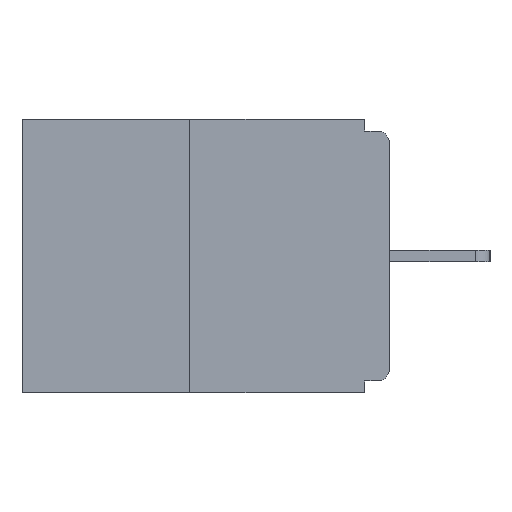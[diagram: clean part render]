
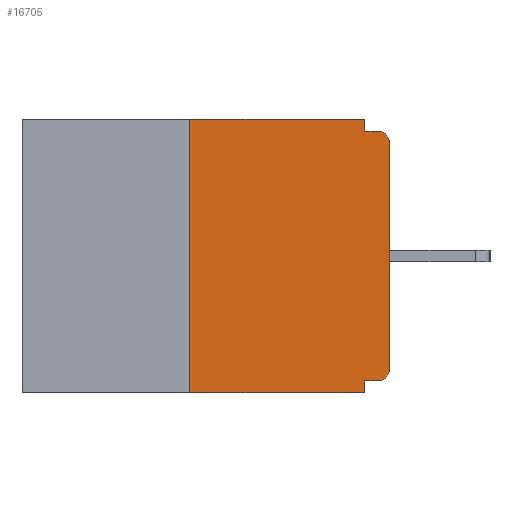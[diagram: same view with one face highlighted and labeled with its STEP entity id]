
A CAD part, left-side view. The second image highlights one B-rep face of the part: STEP entity #16705.
In plain terms, the highlighted planar face has unit normal (-1, 0, 0).
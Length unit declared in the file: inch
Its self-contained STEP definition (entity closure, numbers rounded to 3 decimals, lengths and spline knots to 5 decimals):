
#413 = CARTESIAN_POINT ( 'NONE',  ( 0., 0., -0.03 ) ) ;
#595 = EDGE_CURVE ( 'NONE', #21922, #14725, #6310, .T. ) ;
#856 = CARTESIAN_POINT ( 'NONE',  ( 0., 0., -0.015 ) ) ;
#1482 = CARTESIAN_POINT ( 'NONE',  ( 0., 0., 0. ) ) ;
#1681 = EDGE_CURVE ( 'NONE', #15166, #21113, #24235, .T. ) ;
#1761 = CARTESIAN_POINT ( 'NONE',  ( 0., 0.031, -0.328 ) ) ;
#1809 = DIRECTION ( 'NONE',  ( 0., 0., -1. ) ) ;
#1985 = EDGE_CURVE ( 'NONE', #12687, #14725, #5125, .T. ) ;
#2332 = EDGE_CURVE ( 'NONE', #24241, #6972, #5692, .T. ) ;
#2623 = VERTEX_POINT ( 'NONE', #22174 ) ;
#3154 = EDGE_LOOP ( 'NONE', ( #6489, #6596, #6793, #6946, #7142, #7222, #7459, #7564, #7718, #7722 ) ) ;
#3303 = EDGE_CURVE ( 'NONE', #12687, #15166, #19283, .T. ) ;
#4681 = CARTESIAN_POINT ( 'NONE',  ( 0., 0.25, 0. ) ) ;
#5125 = LINE ( 'NONE', #11042, #10131 ) ;
#5232 = DIRECTION ( 'NONE',  ( 0., 0., 1. ) ) ;
#5555 = CARTESIAN_POINT ( 'NONE',  ( 0., 0., -0.313 ) ) ;
#5657 = LINE ( 'NONE', #11853, #10076 ) ;
#5692 = LINE ( 'NONE', #1482, #14998 ) ;
#5897 = CARTESIAN_POINT ( 'NONE',  ( 0., 0.031, 0. ) ) ;
#6310 = LINE ( 'NONE', #13373, #15029 ) ;
#6489 = ORIENTED_EDGE ( 'NONE', *, *, #1681, .F. ) ;
#6596 = ORIENTED_EDGE ( 'NONE', *, *, #3303, .F. ) ;
#6753 = DIRECTION ( 'NONE',  ( 0., 0., 1. ) ) ;
#6793 = ORIENTED_EDGE ( 'NONE', *, *, #1985, .T. ) ;
#6876 = CARTESIAN_POINT ( 'NONE',  ( 0., 0.25, -0.343 ) ) ;
#6946 = ORIENTED_EDGE ( 'NONE', *, *, #595, .F. ) ;
#6972 = VERTEX_POINT ( 'NONE', #413 ) ;
#7142 = ORIENTED_EDGE ( 'NONE', *, *, #21513, .F. ) ;
#7193 = DIRECTION ( 'NONE',  ( 0., 0., -1. ) ) ;
#7222 = ORIENTED_EDGE ( 'NONE', *, *, #14091, .T. ) ;
#7388 = VECTOR ( 'NONE', #23321, 39.37008 ) ;
#7459 = ORIENTED_EDGE ( 'NONE', *, *, #2332, .T. ) ;
#7564 = ORIENTED_EDGE ( 'NONE', *, *, #11629, .T. ) ;
#7608 = CARTESIAN_POINT ( 'NONE',  ( 0., 0.015, -0.03 ) ) ;
#7718 = ORIENTED_EDGE ( 'NONE', *, *, #16543, .F. ) ;
#7722 = ORIENTED_EDGE ( 'NONE', *, *, #23646, .F. ) ;
#7844 = DIRECTION ( 'NONE',  ( 0., 0., -1. ) ) ;
#7942 = CIRCLE ( 'NONE', #24282, 0.015 ) ;
#8093 = CARTESIAN_POINT ( 'NONE',  ( 0., 0.031, -0.015 ) ) ;
#9231 = CARTESIAN_POINT ( 'NONE',  ( 0., 0.46, 0. ) ) ;
#9476 = DIRECTION ( 'NONE',  ( 0., 0., -1. ) ) ;
#10076 = VECTOR ( 'NONE', #15536, 39.37008 ) ;
#10131 = VECTOR ( 'NONE', #16289, 39.37008 ) ;
#10318 = CARTESIAN_POINT ( 'NONE',  ( 0., 0.031, 0. ) ) ;
#10367 = CARTESIAN_POINT ( 'NONE',  ( 0., 0.015, -0.328 ) ) ;
#11042 = CARTESIAN_POINT ( 'NONE',  ( 0., 0.46, -0.343 ) ) ;
#11530 = DIRECTION ( 'NONE',  ( 0., -1., 0. ) ) ;
#11629 = EDGE_CURVE ( 'NONE', #6972, #2623, #7942, .T. ) ;
#11853 = CARTESIAN_POINT ( 'NONE',  ( 0., 0., -0.328 ) ) ;
#12687 = VERTEX_POINT ( 'NONE', #6876 ) ;
#13086 = DIRECTION ( 'NONE',  ( -1., 0., 0. ) ) ;
#13373 = CARTESIAN_POINT ( 'NONE',  ( 0., 0.031, -0.343 ) ) ;
#13469 = DIRECTION ( 'NONE',  ( 0., 0., -1. ) ) ;
#14091 = EDGE_CURVE ( 'NONE', #16518, #24241, #15549, .T. ) ;
#14567 = PLANE ( 'NONE',  #18534 ) ;
#14725 = VERTEX_POINT ( 'NONE', #21990 ) ;
#14912 = VECTOR ( 'NONE', #7844, 39.37008 ) ;
#14998 = VECTOR ( 'NONE', #5232, 39.37008 ) ;
#15029 = VECTOR ( 'NONE', #13469, 39.37008 ) ;
#15166 = VERTEX_POINT ( 'NONE', #4681 ) ;
#15242 = AXIS2_PLACEMENT_3D ( 'NONE', #24077, #13086, #1809 ) ;
#15475 = LINE ( 'NONE', #5897, #14912 ) ;
#15536 = DIRECTION ( 'NONE',  ( 0., 1., 0. ) ) ;
#15549 = CIRCLE ( 'NONE', #15242, 0.015 ) ;
#16182 = VECTOR ( 'NONE', #11530, 39.37008 ) ;
#16289 = DIRECTION ( 'NONE',  ( 0., -1., 0. ) ) ;
#16386 = CARTESIAN_POINT ( 'NONE',  ( 0., 0.46, 0. ) ) ;
#16518 = VERTEX_POINT ( 'NONE', #10367 ) ;
#16543 = EDGE_CURVE ( 'NONE', #20328, #2623, #17435, .T. ) ;
#16705 = ADVANCED_FACE ( 'NONE', ( #18636 ), #14567, .F. ) ;
#17435 = LINE ( 'NONE', #856, #7388 ) ;
#18262 = DIRECTION ( 'NONE',  ( 1., 0., 0. ) ) ;
#18534 = AXIS2_PLACEMENT_3D ( 'NONE', #16386, #18262, #7193 ) ;
#18636 = FACE_OUTER_BOUND ( 'NONE', #3154, .T. ) ;
#19283 = LINE ( 'NONE', #24294, #24146 ) ;
#20328 = VERTEX_POINT ( 'NONE', #8093 ) ;
#20548 = DIRECTION ( 'NONE',  ( -1., 0., 0. ) ) ;
#21113 = VERTEX_POINT ( 'NONE', #10318 ) ;
#21513 = EDGE_CURVE ( 'NONE', #16518, #21922, #5657, .T. ) ;
#21922 = VERTEX_POINT ( 'NONE', #1761 ) ;
#21990 = CARTESIAN_POINT ( 'NONE',  ( 0., 0.031, -0.343 ) ) ;
#22174 = CARTESIAN_POINT ( 'NONE',  ( 0., 0.015, -0.015 ) ) ;
#23321 = DIRECTION ( 'NONE',  ( 0., -1., 0. ) ) ;
#23646 = EDGE_CURVE ( 'NONE', #21113, #20328, #15475, .T. ) ;
#24077 = CARTESIAN_POINT ( 'NONE',  ( 0., 0.015, -0.313 ) ) ;
#24146 = VECTOR ( 'NONE', #6753, 39.37008 ) ;
#24235 = LINE ( 'NONE', #9231, #16182 ) ;
#24241 = VERTEX_POINT ( 'NONE', #5555 ) ;
#24282 = AXIS2_PLACEMENT_3D ( 'NONE', #7608, #20548, #9476 ) ;
#24294 = CARTESIAN_POINT ( 'NONE',  ( 0., 0.25, 0. ) ) ;
